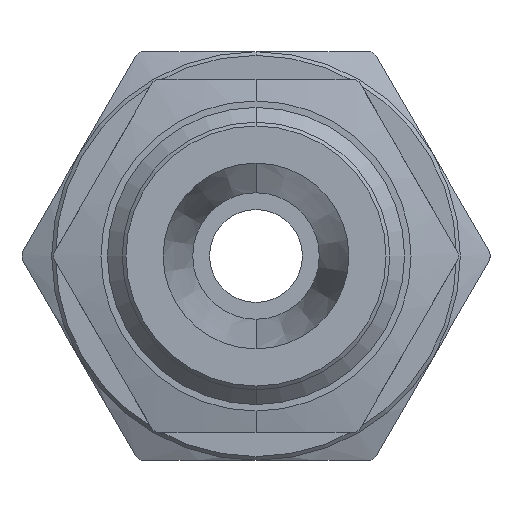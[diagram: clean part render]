
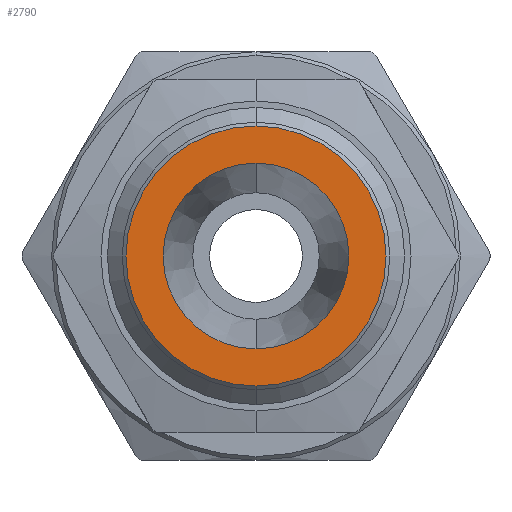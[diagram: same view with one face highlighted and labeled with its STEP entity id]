
A CAD part, front view. The second image highlights one B-rep face of the part: STEP entity #2790.
In plain terms, the highlighted planar face has unit normal (0, -1, 0).
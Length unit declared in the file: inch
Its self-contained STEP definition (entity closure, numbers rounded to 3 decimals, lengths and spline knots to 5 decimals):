
#1107=CARTESIAN_POINT('',(0.,-0.03937,0.));
#1108=DIRECTION('',(0.,-1.,0.));
#1109=DIRECTION('',(0.,0.,-1.));
#1110=AXIS2_PLACEMENT_3D('',#1107,#1108,#1109);
#1115=CARTESIAN_POINT('',(0.,-0.03937,0.));
#1116=DIRECTION('',(0.,-1.,0.));
#1117=DIRECTION('',(0.,0.,1.));
#1118=AXIS2_PLACEMENT_3D('',#1115,#1116,#1117);
#1123=CARTESIAN_POINT('',(0.,-0.03937,0.));
#1124=DIRECTION('',(0.,1.,0.));
#1125=DIRECTION('',(0.,0.,-1.));
#1126=AXIS2_PLACEMENT_3D('',#1123,#1124,#1125);
#1131=CARTESIAN_POINT('',(0.,-0.03937,0.));
#1132=DIRECTION('',(0.,1.,0.));
#1133=DIRECTION('',(0.,0.,1.));
#1134=AXIS2_PLACEMENT_3D('',#1131,#1132,#1133);
#1803=CARTESIAN_POINT('',(0.,-0.03937,0.19685));
#1804=VERTEX_POINT('',#1803);
#1809=CARTESIAN_POINT('',(0.,-0.03937,-0.19685));
#1810=VERTEX_POINT('',#1809);
#1841=CARTESIAN_POINT('',(0.,-0.03937,-0.27559));
#1842=VERTEX_POINT('',#1841);
#1844=CARTESIAN_POINT('',(0.,-0.03937,0.27559));
#1846=VERTEX_POINT('',#1844);
#2775=CARTESIAN_POINT('',(0.19685,-0.03937,0.));
#2776=DIRECTION('',(0.,1.,0.));
#2777=DIRECTION('',(0.,0.,1.));
#2778=AXIS2_PLACEMENT_3D('',#2775,#2776,#2777);
#2779=PLANE('',#2778);
#2781=ORIENTED_EDGE('',*,*,#2780,.F.);
#2783=ORIENTED_EDGE('',*,*,#2782,.F.);
#2784=EDGE_LOOP('',(#2781,#2783));
#2785=FACE_OUTER_BOUND('',#2784,.F.);
#2786=ORIENTED_EDGE('',*,*,#2755,.F.);
#2787=ORIENTED_EDGE('',*,*,#2768,.F.);
#2788=EDGE_LOOP('',(#2786,#2787));
#2789=FACE_BOUND('',#2788,.F.);
#1111=CIRCLE('',#1110,0.27559);
#1119=CIRCLE('',#1118,0.27559);
#1127=CIRCLE('',#1126,0.19685);
#1135=CIRCLE('',#1134,0.19685);
#2755=EDGE_CURVE('',#1810,#1804,#1127,.T.);
#2768=EDGE_CURVE('',#1804,#1810,#1135,.T.);
#2780=EDGE_CURVE('',#1842,#1846,#1111,.T.);
#2782=EDGE_CURVE('',#1846,#1842,#1119,.T.);
#2790=ADVANCED_FACE('',(#2785,#2789),#2779,.F.);
